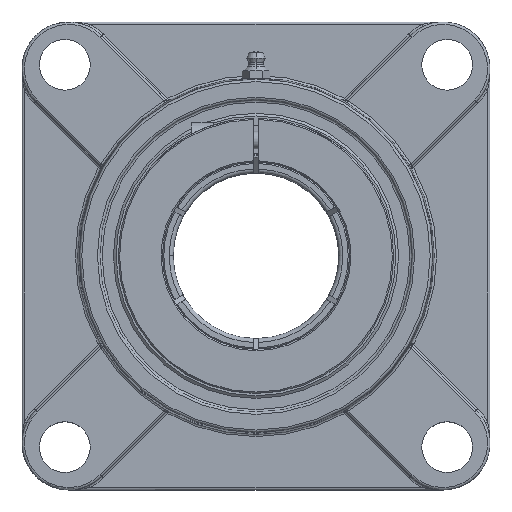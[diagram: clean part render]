
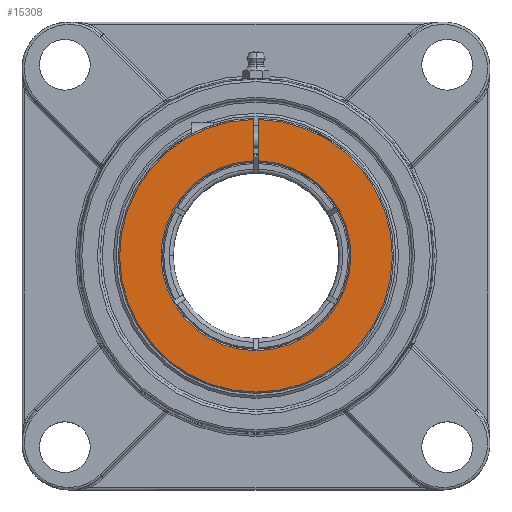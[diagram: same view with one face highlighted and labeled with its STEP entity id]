
A CAD part, top view. The second image highlights one B-rep face of the part: STEP entity #15308.
In plain terms, the highlighted planar face has unit normal (0, 0, 1).
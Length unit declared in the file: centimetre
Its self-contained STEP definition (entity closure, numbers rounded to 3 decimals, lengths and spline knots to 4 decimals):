
#15166=CARTESIAN_POINT('',(0.1,3.5486,1.75));
#15167=VERTEX_POINT('',#15166);
#15174=CARTESIAN_POINT('',(0.1,5.099,1.75));
#15175=VERTEX_POINT('',#15174);
#15176=CARTESIAN_POINT('',(0.1,12346.7983,1.75));
#15177=DIRECTION('',(0.,-1.,0.));
#15178=VECTOR('',#15177,24690.);
#15179=LINE('',#15176,#15178);
#15180=EDGE_CURVE('',#15175,#15167,#15179,.T.);
#15197=CARTESIAN_POINT('',(-0.1,5.099,1.75));
#15198=VERTEX_POINT('',#15197);
#15216=CARTESIAN_POINT('',(0.,0.,1.75));
#15217=DIRECTION('',(0.,-0.,-1.));
#15218=DIRECTION('',(0.,-1.,0.));
#15219=AXIS2_PLACEMENT_3D('',#15216,#15217,#15218);
#15220=CIRCLE('',#15219,5.1);
#15221=EDGE_CURVE('',#15175,#15198,#15220,.T.);
#15239=CARTESIAN_POINT('',(-0.1,3.5486,1.75));
#15240=VERTEX_POINT('',#15239);
#15241=CARTESIAN_POINT('',(-0.1,-12343.2017,1.75));
#15242=DIRECTION('',(0.,1.,-0.));
#15243=VECTOR('',#15242,24690.);
#15244=LINE('',#15241,#15243);
#15245=EDGE_CURVE('',#15240,#15198,#15244,.T.);
#15291=CARTESIAN_POINT('',(0.,0.,1.75));
#15292=DIRECTION('',(0.,0.,1.));
#15293=DIRECTION('',(1.,0.,0.));
#15294=AXIS2_PLACEMENT_3D('',#15291,#15292,#15293);
#15295=PLANE('',#15294);
#15296=ORIENTED_EDGE('',*,*,#15221,.F.);
#15297=ORIENTED_EDGE('',*,*,#15180,.T.);
#15298=CARTESIAN_POINT('',(0.,0.,1.75));
#15299=DIRECTION('',(0.,0.,1.));
#15300=DIRECTION('',(-0.,-1.,0.));
#15301=AXIS2_PLACEMENT_3D('',#15298,#15299,#15300);
#15302=CIRCLE('',#15301,3.55);
#15303=EDGE_CURVE('',#15240,#15167,#15302,.T.);
#15304=ORIENTED_EDGE('',*,*,#15303,.F.);
#15305=ORIENTED_EDGE('',*,*,#15245,.T.);
#15306=EDGE_LOOP('',(#15296,#15297,#15304,#15305));
#15307=FACE_BOUND('',#15306,.T.);
#15308=ADVANCED_FACE('',(#15307),#15295,.T.);
